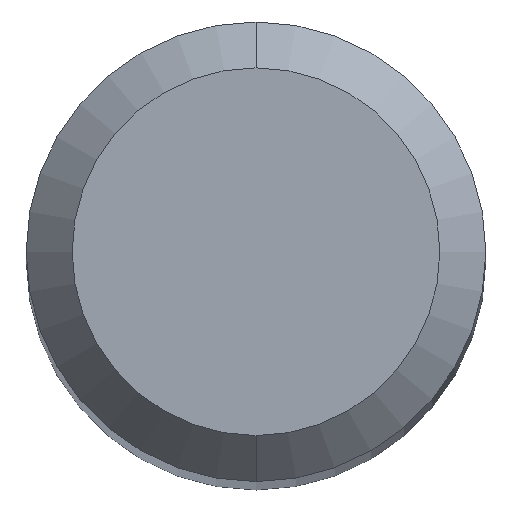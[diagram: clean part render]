
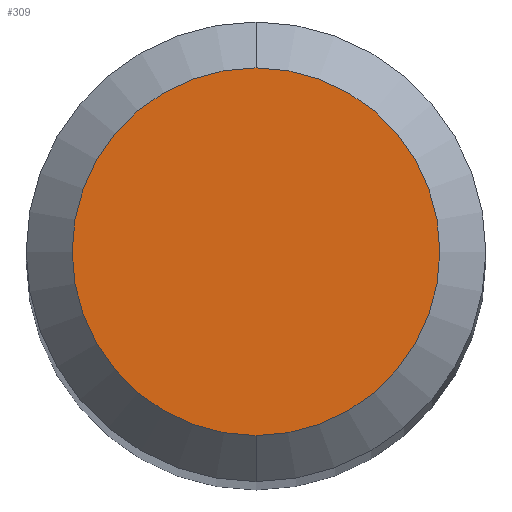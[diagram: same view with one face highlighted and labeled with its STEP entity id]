
A CAD part, top view. The second image highlights one B-rep face of the part: STEP entity #309.
In plain terms, the highlighted planar face has unit normal (0, 0, 1).
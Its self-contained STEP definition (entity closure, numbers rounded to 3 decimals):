
#173=EDGE_CURVE('',#435,#193,#465,.T.);
#193=VERTEX_POINT('',#487);
#221=EDGE_CURVE('',#193,#435,#517,.T.);
#309=ADVANCED_FACE('',(#614),#615,.T.);
#435=VERTEX_POINT('',#754);
#465=CIRCLE('',#779,1.2);
#487=CARTESIAN_POINT('',(0.,-1.2,30.672));
#517=CIRCLE('',#860,1.2);
#614=FACE_OUTER_BOUND('',#1128,.T.);
#615=PLANE('',#1129);
#754=CARTESIAN_POINT('',(0.0,1.2,30.672));
#779=AXIS2_PLACEMENT_3D('',#1435,#1436,#1437);
#860=AXIS2_PLACEMENT_3D('',#1484,#1485,#1486);
#1128=EDGE_LOOP('',(#1592,#1593));
#1129=AXIS2_PLACEMENT_3D('',#1594,#1595,#1596);
#1435=CARTESIAN_POINT('',(0.0,0.0,30.672));
#1436=DIRECTION('',(0.0,0.0,-1.0));
#1437=DIRECTION('',(0.0,1.0,0.0));
#1484=CARTESIAN_POINT('',(0.0,0.0,30.672));
#1485=DIRECTION('',(0.0,0.0,-1.0));
#1486=DIRECTION('',(0.0,1.0,0.0));
#1592=ORIENTED_EDGE('',*,*,#173,.F.);
#1593=ORIENTED_EDGE('',*,*,#221,.F.);
#1594=CARTESIAN_POINT('',(0.0,0.6,30.672));
#1595=DIRECTION('',(-0.0,0.0,1.0));
#1596=DIRECTION('',(0.0,-1.0,0.0));
